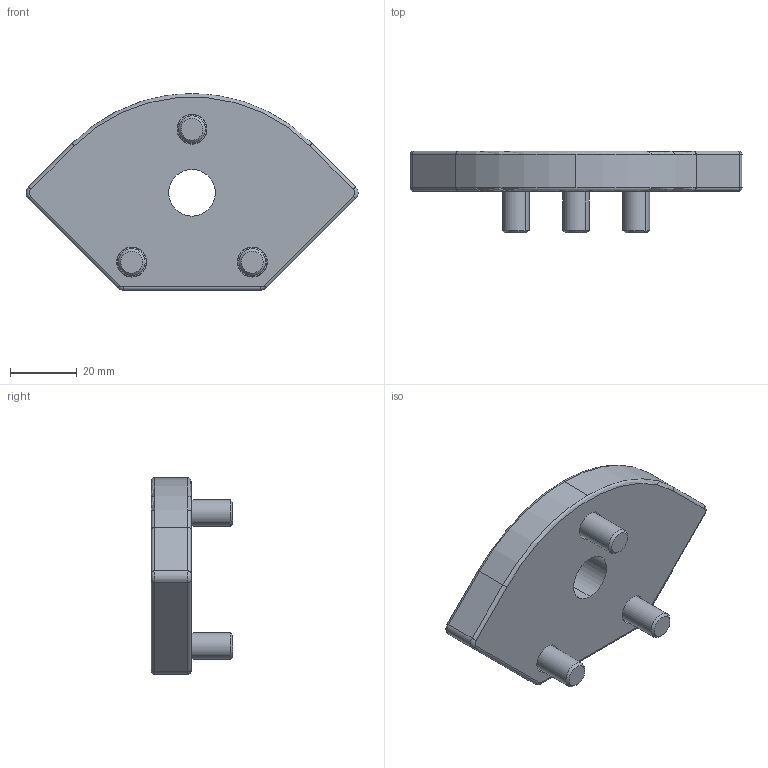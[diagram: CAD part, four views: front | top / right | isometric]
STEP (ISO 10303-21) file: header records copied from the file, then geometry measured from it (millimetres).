
FILE_DESCRIPTION (( 'STEP AP214' ), '1' );
FILE_NAME ('70x70 M16 Stem Caster End Mounting Kit (40DCP-0501-004-01.STEP', '2025-11-13T16:58:01', ( '' ), ( '' ), 'SwSTEP 2.0', 'SolidWorks 2020', '' );
FILE_SCHEMA (( 'AUTOMOTIVE_DESIGN' ));
Length unit declared in the file: millimetre
Products named in the file (1): 70x70 M16 Stem Caster End Mounting Kit (40DCP-0501-004-01
Bounding box: 99.73 x 24.5 x 59.07 mm (x, y, z)
Volume: 48253.4 mm3; surface area: 15443.7 mm2
Topology: 4 solids, 4 shells, 133 faces, 293 edges, 171 vertices
Faces by surface type: plane 55, cylinder 42, cone 20, torus 16
Entity records: 5131 total; most frequent: DIRECTION 693, CARTESIAN_POINT 592, ORIENTED_EDGE 574, EDGE_CURVE 287, AXIS2_PLACEMENT_3D 272, VERTEX_POINT 171, EDGE_LOOP 150, LINE 149
